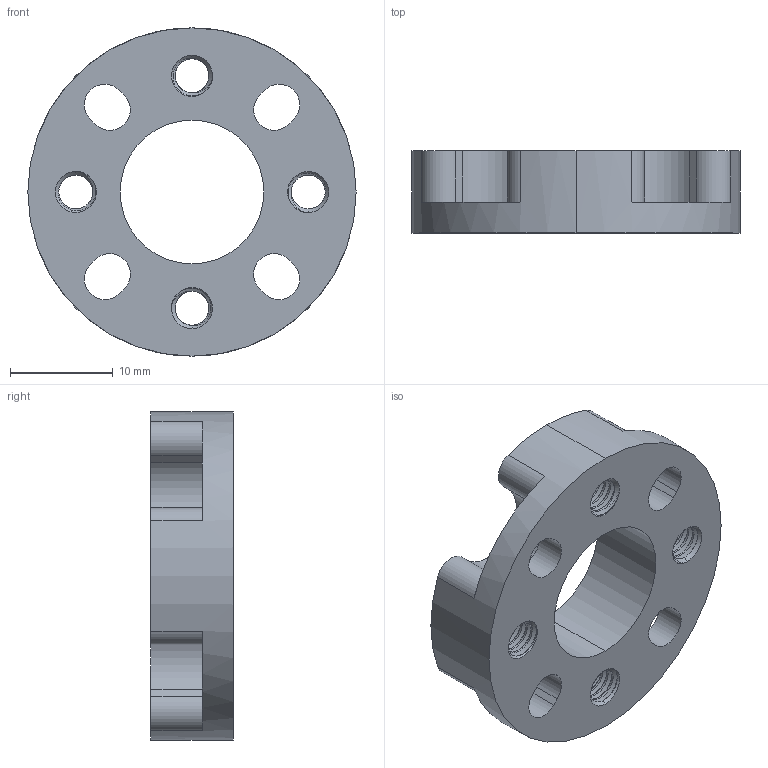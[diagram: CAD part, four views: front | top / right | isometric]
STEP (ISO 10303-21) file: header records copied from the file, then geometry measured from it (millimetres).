
FILE_DESCRIPTION (( 'STEP AP203' ), '1' );
FILE_NAME ('1505-0032-0008.STEP', '2018-01-18T17:24:47', ( '' ), ( '' ), 'SwSTEP 2.0', 'SolidWorks 2016', '' );
FILE_SCHEMA (( 'CONFIG_CONTROL_DESIGN' ));
Length unit declared in the file: millimetre
Products named in the file (1): 1505-0032-0008
Bounding box: 31.97 x 8 x 31.97 mm (x, y, z)
Volume: 3423.7 mm3; surface area: 3140.6 mm2
Topology: 1 solids, 1 shells, 272 faces, 790 edges, 520 vertices
Faces by surface type: cylinder 218, cone 24, plane 22, bspline 8
Entity records: 19695 total; most frequent: CARTESIAN_POINT 13493, ORIENTED_EDGE 1580, DIRECTION 1036, EDGE_CURVE 790, VERTEX_POINT 520, AXIS2_PLACEMENT_3D 379, EDGE_LOOP 290, LINE 278
